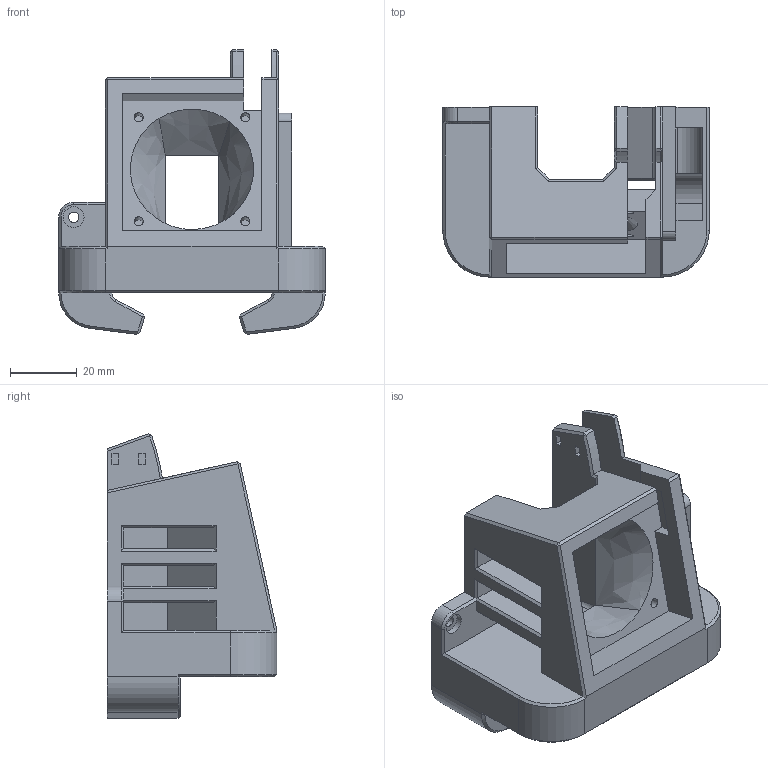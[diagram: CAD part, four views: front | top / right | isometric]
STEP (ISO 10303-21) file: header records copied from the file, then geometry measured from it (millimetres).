
FILE_DESCRIPTION(('FreeCAD Model'),'2;1');
FILE_NAME('Satsana_V52_Duct_Ender V2.step', '2020-11-18T15:06:24',('Author'),(''), 'Open CASCADE STEP processor 7.3','FreeCAD','Unknown');
FILE_SCHEMA(('AUTOMOTIVE_DESIGN { 1 0 10303 214 1 1 1 1 }'));
Length unit declared in the file: millimetre
Products named in the file (1): Body
Bounding box: 80 x 51 x 85.44 mm (x, y, z)
Volume: 77270.3 mm3; surface area: 39029.8 mm2
Topology: 1 solids, 1 shells, 206 faces, 553 edges, 349 vertices
Faces by surface type: plane 161, cylinder 29, cone 12, bspline 4
Full cylindrical faces by diameter (mm): 1.67 x4, 2.75 x4, 3.1 x2, 6.25 x1
Entity records: 13859 total; most frequent: CARTESIAN_POINT 2759, DIRECTION 2047, LINE 1469, VECTOR 1469, ORIENTED_EDGE 1106, PCURVE 1106, DEFINITIONAL_REPRESENTATION 1106, EDGE_CURVE 553
